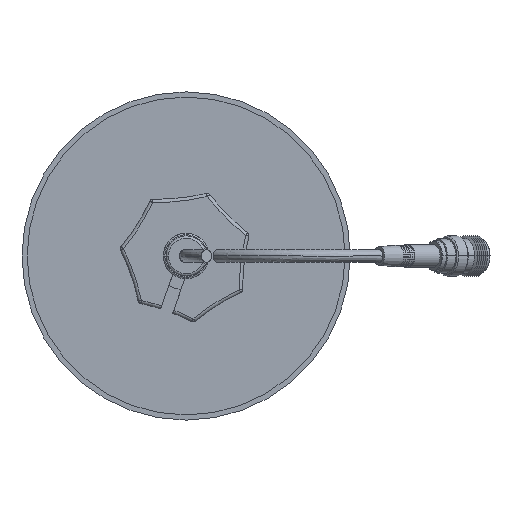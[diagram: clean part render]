
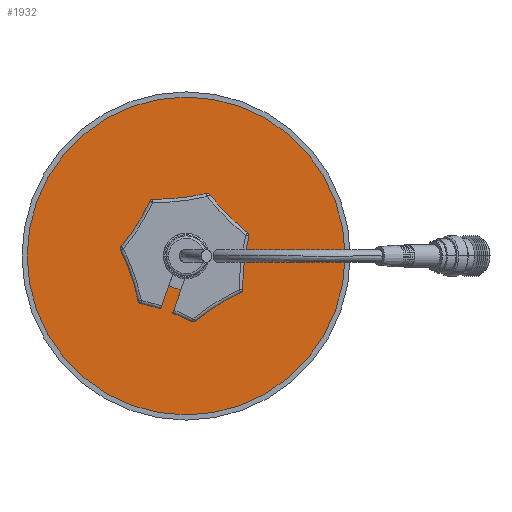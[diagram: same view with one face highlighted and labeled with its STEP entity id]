
A CAD part, front view. The second image highlights one B-rep face of the part: STEP entity #1932.
In plain terms, the highlighted planar face has unit normal (0, -1, 0).
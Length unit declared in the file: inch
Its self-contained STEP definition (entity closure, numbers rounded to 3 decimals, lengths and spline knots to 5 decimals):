
#768 = CARTESIAN_POINT ( 'NONE',  ( 0., 1.60077, 0. ) ) ;
#1031 = VERTEX_POINT ( 'NONE', #6540 ) ;
#1120 = CARTESIAN_POINT ( 'NONE',  ( 2.47864, 1.60077, 0. ) ) ;
#1469 = FACE_BOUND ( 'NONE', #12272, .T. ) ;
#1932 = ADVANCED_FACE ( 'NONE', ( #8167, #1469 ), #5959, .F. ) ;
#1994 = ORIENTED_EDGE ( 'NONE', *, *, #9311, .T. ) ;
#2065 = DIRECTION ( 'NONE',  ( -1., 0., 0. ) ) ;
#2245 = EDGE_CURVE ( 'NONE', #3615, #10887, #9207, .T. ) ;
#2705 = DIRECTION ( 'NONE',  ( -1., 0., 0. ) ) ;
#2805 = AXIS2_PLACEMENT_3D ( 'NONE', #1120, #7026, #7069 ) ;
#3400 = ORIENTED_EDGE ( 'NONE', *, *, #2245, .T. ) ;
#3615 = VERTEX_POINT ( 'NONE', #6338 ) ;
#3730 = CIRCLE ( 'NONE', #9759, 2.47864 ) ;
#4100 = CARTESIAN_POINT ( 'NONE',  ( 2.47864, 1.60077, 0. ) ) ;
#4662 = AXIS2_PLACEMENT_3D ( 'NONE', #12333, #9408, #5411 ) ;
#4877 = AXIS2_PLACEMENT_3D ( 'NONE', #11308, #11227, #6359 ) ;
#5411 = DIRECTION ( 'NONE',  ( -1., 0., 0. ) ) ;
#5523 = EDGE_CURVE ( 'NONE', #1031, #6373, #11785, .T. ) ;
#5959 = PLANE ( 'NONE',  #2805 ) ;
#6338 = CARTESIAN_POINT ( 'NONE',  ( 0.5315, 1.60077, 0. ) ) ;
#6359 = DIRECTION ( 'NONE',  ( -1., 0., 0. ) ) ;
#6373 = VERTEX_POINT ( 'NONE', #4100 ) ;
#6540 = CARTESIAN_POINT ( 'NONE',  ( -2.47864, 1.60077, 0. ) ) ;
#6873 = CARTESIAN_POINT ( 'NONE',  ( 0., 1.60077, 0. ) ) ;
#7026 = DIRECTION ( 'NONE',  ( 0., 1., 0. ) ) ;
#7069 = DIRECTION ( 'NONE',  ( -1., 0., 0. ) ) ;
#7735 = EDGE_CURVE ( 'NONE', #6373, #1031, #3730, .T. ) ;
#7984 = DIRECTION ( 'NONE',  ( 0., 1., 0. ) ) ;
#8111 = CARTESIAN_POINT ( 'NONE',  ( -0.5315, 1.60077, 0. ) ) ;
#8167 = FACE_OUTER_BOUND ( 'NONE', #9875, .T. ) ;
#8386 = CIRCLE ( 'NONE', #4662, 0.5315 ) ;
#8533 = DIRECTION ( 'NONE',  ( 0., 1., 0. ) ) ;
#9207 = CIRCLE ( 'NONE', #4877, 0.5315 ) ;
#9311 = EDGE_CURVE ( 'NONE', #10887, #3615, #8386, .T. ) ;
#9324 = ORIENTED_EDGE ( 'NONE', *, *, #5523, .F. ) ;
#9408 = DIRECTION ( 'NONE',  ( 0., 1., 0. ) ) ;
#9759 = AXIS2_PLACEMENT_3D ( 'NONE', #768, #8533, #2705 ) ;
#9875 = EDGE_LOOP ( 'NONE', ( #9324, #12443 ) ) ;
#10683 = AXIS2_PLACEMENT_3D ( 'NONE', #6873, #7984, #2065 ) ;
#10887 = VERTEX_POINT ( 'NONE', #8111 ) ;
#11227 = DIRECTION ( 'NONE',  ( 0., 1., 0. ) ) ;
#11308 = CARTESIAN_POINT ( 'NONE',  ( 0., 1.60077, 0. ) ) ;
#11785 = CIRCLE ( 'NONE', #10683, 2.47864 ) ;
#12272 = EDGE_LOOP ( 'NONE', ( #1994, #3400 ) ) ;
#12333 = CARTESIAN_POINT ( 'NONE',  ( 0., 1.60077, 0. ) ) ;
#12443 = ORIENTED_EDGE ( 'NONE', *, *, #7735, .F. ) ;
